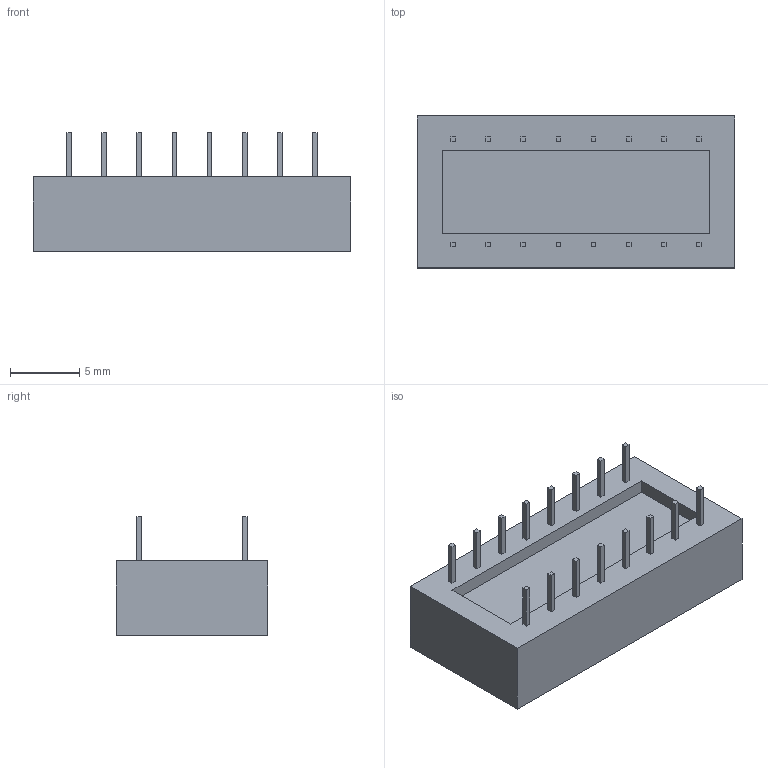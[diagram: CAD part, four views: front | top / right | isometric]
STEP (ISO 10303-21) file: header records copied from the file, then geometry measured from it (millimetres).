
FILE_DESCRIPTION(/* description */ (''),/* implementation_level */ '2;1');
FILE_NAME(/* name */ '100141297ugm000_b.stp',/* time_stamp */ '2016-09-23T12:01:33+02:00',/* author */ (''),/* organization */ (''),/* preprocessor_version */ 'ST-DEVELOPER v16',/* originating_system */ 'SIEMENS PLM Software NX 10.0',/* authorisation */ '');
FILE_SCHEMA (('AUTOMOTIVE_DESIGN { 1 0 10303 214 3 1 1 1 }'));
Length unit declared in the file: millimetre
Products named in the file (1): 100141297ugm000_b
Bounding box: 23 x 11 x 8.6 mm (x, y, z)
Volume: 1256.1 mm3; surface area: 995.7 mm2
Topology: 1 solids, 1 shells, 91 faces, 216 edges, 144 vertices
Faces by surface type: plane 91
Entity records: 3163 total; most frequent: CARTESIAN_POINT 452, ORIENTED_EDGE 432, DIRECTION 400, EDGE_CURVE 216, LINE 216, VECTOR 216, VERTEX_POINT 144, EDGE_LOOP 108
